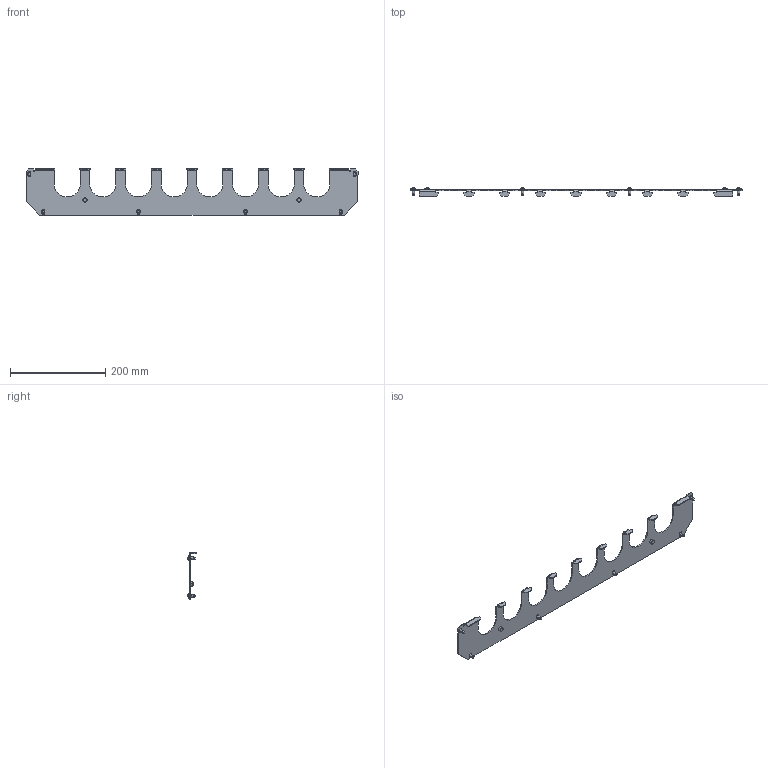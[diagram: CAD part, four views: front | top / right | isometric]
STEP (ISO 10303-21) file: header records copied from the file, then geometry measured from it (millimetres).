
FILE_DESCRIPTION (( 'STEP AP203' ), '1' );
FILE_NAME ('UR29103108000 Ïàíåëü êàáåëüíîãî ââîäà êîíöåâàÿ 100ìì RS52 00.80 (000.801.581-06).STEP', '2022-04-15T11:28:19', ( '' ), ( '' ), 'SwSTEP 2.0', 'SolidWorks 2017', '' );
FILE_SCHEMA (( 'CONFIG_CONTROL_DESIGN' ));
Length unit declared in the file: millimetre
Products named in the file (4): 003-511 Ïàíåëü êîíöåâàÿ êàáåëüíîãî ââîäà RS52_06 (00.80); ч蜱齁罻 ST-9; Âèíò DIN 7500 C TORX_Œ5å12; UR29103108000 Ïàíåëü êàáåëüíîãî ââîäà êîíöåâàÿ 100ìì RS52 00.80 (000.801.581-06)
Assembly tree (9 placements, depth 2):
  UR29103108000 Ïàíåëü êàáåëüíîãî ââîäà êîíöåâàÿ 100ìì RS52 00.80 (000.801.581-06)
    003-511 Ïàíåëü êîíöåâàÿ êàáåëüíîãî ââîäà RS52_06 (00.80)
    ч蜱齁罻 ST-9  x2
    Âèíò DIN 7500 C TORX_Œ5å12  x6
Bounding box: 698 x 17.69 x 97.5 mm (x, y, z)
Volume: 93204.4 mm3; surface area: 99934.1 mm2
Topology: 9 solids, 9 shells, 488 faces, 1340 edges, 880 vertices
Faces by surface type: plane 268, cylinder 164, cone 28, torus 16, sphere 12
Entity records: 9202 total; most frequent: CARTESIAN_POINT 1627, ORIENTED_EDGE 1484, DIRECTION 1467, EDGE_CURVE 742, VECTOR 519, LINE 519, VERTEX_POINT 488, AXIS2_PLACEMENT_3D 474
